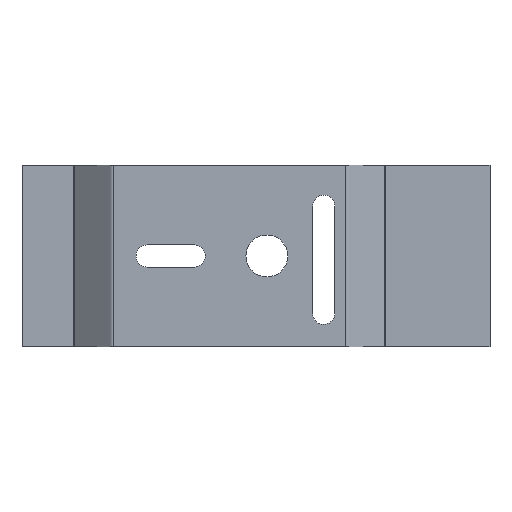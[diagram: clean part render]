
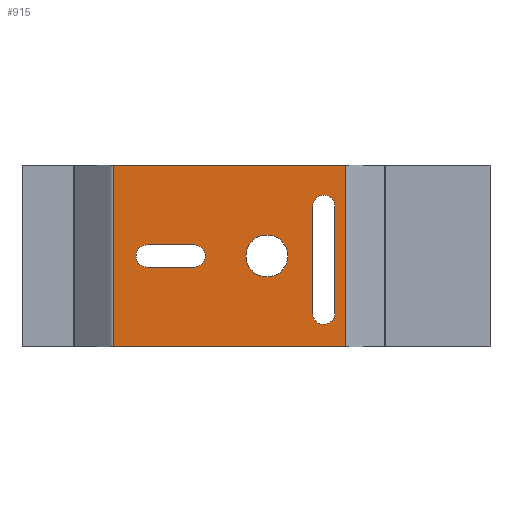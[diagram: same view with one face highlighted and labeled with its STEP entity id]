
A CAD part, top view. The second image highlights one B-rep face of the part: STEP entity #915.
In plain terms, the highlighted planar face has unit normal (0, 0, 1).
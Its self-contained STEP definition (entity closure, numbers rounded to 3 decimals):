
#1 = ORIENTED_EDGE ( 'NONE', *, *, #324, .F. ) ;
#8 = AXIS2_PLACEMENT_3D ( 'NONE', #433, #769, #109 ) ;
#19 = DIRECTION ( 'NONE',  ( 0., 0., 1. ) ) ;
#27 = CARTESIAN_POINT ( 'NONE',  ( 109.599, 12.533, 32.856 ) ) ;
#31 = CIRCLE ( 'NONE', #218, 4.178 ) ;
#45 = EDGE_CURVE ( 'NONE', #339, #449, #919, .T. ) ;
#59 = AXIS2_PLACEMENT_3D ( 'NONE', #1320, #613, #1219 ) ;
#61 = ORIENTED_EDGE ( 'NONE', *, *, #88, .F. ) ;
#72 = ORIENTED_EDGE ( 'NONE', *, *, #1086, .F. ) ;
#74 = DIRECTION ( 'NONE',  ( 0., -1., 0. ) ) ;
#75 = CARTESIAN_POINT ( 'NONE',  ( 47.195, 38.382, 32.856 ) ) ;
#84 = DIRECTION ( 'NONE',  ( 0., 0., 1. ) ) ;
#88 = EDGE_CURVE ( 'NONE', #662, #121, #366, .T. ) ;
#89 = LINE ( 'NONE', #1016, #896 ) ;
#93 = CARTESIAN_POINT ( 'NONE',  ( 34.397, 68.409, 32.856 ) ) ;
#104 = AXIS2_PLACEMENT_3D ( 'NONE', #543, #332, #226 ) ;
#106 = CIRCLE ( 'NONE', #1332, 7.894 ) ;
#107 = CARTESIAN_POINT ( 'NONE',  ( 109.599, 53.004, 32.856 ) ) ;
#109 = DIRECTION ( 'NONE',  ( 0., -1., 0. ) ) ;
#121 = VERTEX_POINT ( 'NONE', #1262 ) ;
#122 = VECTOR ( 'NONE', #534, 1000. ) ;
#155 = CARTESIAN_POINT ( 'NONE',  ( 92.366, 26.311, 32.856 ) ) ;
#165 = EDGE_CURVE ( 'NONE', #461, #948, #830, .T. ) ;
#170 = ORIENTED_EDGE ( 'NONE', *, *, #588, .T. ) ;
#181 = CARTESIAN_POINT ( 'NONE',  ( 47.195, 38.382, 32.856 ) ) ;
#193 = VERTEX_POINT ( 'NONE', #1319 ) ;
#218 = AXIS2_PLACEMENT_3D ( 'NONE', #1186, #19, #562 ) ;
#226 = DIRECTION ( 'NONE',  ( 0., -1., 0. ) ) ;
#273 = ORIENTED_EDGE ( 'NONE', *, *, #1110, .F. ) ;
#287 = DIRECTION ( 'NONE',  ( 1., 0., 0. ) ) ;
#295 = DIRECTION ( 'NONE',  ( 1., 0., 0. ) ) ;
#296 = FACE_BOUND ( 'NONE', #1267, .T. ) ;
#303 = VERTEX_POINT ( 'NONE', #729 ) ;
#308 = VECTOR ( 'NONE', #612, 1000. ) ;
#311 = VECTOR ( 'NONE', #611, 1000. ) ;
#312 = EDGE_CURVE ( 'NONE', #303, #662, #713, .T. ) ;
#315 = CARTESIAN_POINT ( 'NONE',  ( 32.573, 0., 32.856 ) ) ;
#316 = CARTESIAN_POINT ( 'NONE',  ( 122.136, 0., 32.856 ) ) ;
#324 = EDGE_CURVE ( 'NONE', #121, #936, #89, .T. ) ;
#332 = DIRECTION ( 'NONE',  ( 0., 0., 1. ) ) ;
#335 = DIRECTION ( 'NONE',  ( 0., -1., 0. ) ) ;
#336 = DIRECTION ( 'NONE',  ( 0., 1., 0. ) ) ;
#339 = VERTEX_POINT ( 'NONE', #1115 ) ;
#353 = LINE ( 'NONE', #360, #749 ) ;
#354 = DIRECTION ( 'NONE',  ( 0., -1., 0. ) ) ;
#356 = ORIENTED_EDGE ( 'NONE', *, *, #1294, .F. ) ;
#360 = CARTESIAN_POINT ( 'NONE',  ( 117.954, 53.004, 32.856 ) ) ;
#366 = CIRCLE ( 'NONE', #8, 4.178 ) ;
#367 = VECTOR ( 'NONE', #335, 1000. ) ;
#381 = DIRECTION ( 'NONE',  ( 0., -1., 0. ) ) ;
#387 = CARTESIAN_POINT ( 'NONE',  ( 109.599, 53.004, 32.856 ) ) ;
#391 = VERTEX_POINT ( 'NONE', #93 ) ;
#394 = CARTESIAN_POINT ( 'NONE',  ( 32.573, 68.409, 32.856 ) ) ;
#407 = ORIENTED_EDGE ( 'NONE', *, *, #1316, .T. ) ;
#433 = CARTESIAN_POINT ( 'NONE',  ( 47.195, 34.205, 32.856 ) ) ;
#436 = CARTESIAN_POINT ( 'NONE',  ( 122.136, 68.409, 32.856 ) ) ;
#447 = EDGE_CURVE ( 'NONE', #677, #577, #1264, .T. ) ;
#449 = VERTEX_POINT ( 'NONE', #436 ) ;
#461 = VERTEX_POINT ( 'NONE', #740 ) ;
#466 = LINE ( 'NONE', #1094, #1221 ) ;
#485 = ORIENTED_EDGE ( 'NONE', *, *, #883, .F. ) ;
#534 = DIRECTION ( 'NONE',  ( 0., 1., 0. ) ) ;
#536 = AXIS2_PLACEMENT_3D ( 'NONE', #626, #84, #287 ) ;
#541 = VERTEX_POINT ( 'NONE', #155 ) ;
#543 = CARTESIAN_POINT ( 'NONE',  ( 64.95, 34.205, 32.856 ) ) ;
#549 = CARTESIAN_POINT ( 'NONE',  ( 117.954, 53.004, 32.856 ) ) ;
#562 = DIRECTION ( 'NONE',  ( 0., -1., 0. ) ) ;
#577 = VERTEX_POINT ( 'NONE', #27 ) ;
#588 = EDGE_CURVE ( 'NONE', #391, #193, #466, .T. ) ;
#592 = FACE_OUTER_BOUND ( 'NONE', #716, .T. ) ;
#611 = DIRECTION ( 'NONE',  ( -1., 0., 0. ) ) ;
#612 = DIRECTION ( 'NONE',  ( -1., 0., 0. ) ) ;
#613 = DIRECTION ( 'NONE',  ( 0., 0., 1. ) ) ;
#626 = CARTESIAN_POINT ( 'NONE',  ( 78.267, 34.205, 32.856 ) ) ;
#662 = VERTEX_POINT ( 'NONE', #181 ) ;
#677 = VERTEX_POINT ( 'NONE', #387 ) ;
#692 = DIRECTION ( 'NONE',  ( 0., 0., 1. ) ) ;
#711 = CIRCLE ( 'NONE', #59, 7.894 ) ;
#713 = LINE ( 'NONE', #75, #308 ) ;
#716 = EDGE_LOOP ( 'NONE', ( #407, #170, #992, #905 ) ) ;
#729 = CARTESIAN_POINT ( 'NONE',  ( 64.95, 38.382, 32.856 ) ) ;
#740 = CARTESIAN_POINT ( 'NONE',  ( 113.777, 8.355, 32.856 ) ) ;
#745 = CARTESIAN_POINT ( 'NONE',  ( 64.95, 30.027, 32.856 ) ) ;
#749 = VECTOR ( 'NONE', #336, 1000. ) ;
#769 = DIRECTION ( 'NONE',  ( 0., 0., 1. ) ) ;
#785 = ORIENTED_EDGE ( 'NONE', *, *, #447, .F. ) ;
#790 = CIRCLE ( 'NONE', #1240, 4.178 ) ;
#830 = CIRCLE ( 'NONE', #1301, 4.178 ) ;
#843 = ORIENTED_EDGE ( 'NONE', *, *, #1122, .F. ) ;
#872 = CIRCLE ( 'NONE', #104, 4.178 ) ;
#876 = DIRECTION ( 'NONE',  ( 0., -1., 0. ) ) ;
#883 = EDGE_CURVE ( 'NONE', #1338, #541, #711, .T. ) ;
#896 = VECTOR ( 'NONE', #295, 1000. ) ;
#904 = DIRECTION ( 'NONE',  ( 0., 0., 1. ) ) ;
#905 = ORIENTED_EDGE ( 'NONE', *, *, #45, .T. ) ;
#911 = DIRECTION ( 'NONE',  ( 0., 0., 1. ) ) ;
#912 = EDGE_LOOP ( 'NONE', ( #843, #273, #980, #1002, #785 ) ) ;
#915 = ADVANCED_FACE ( 'NONE', ( #1231, #296, #1126, #592 ), #1009, .T. ) ;
#919 = LINE ( 'NONE', #316, #122 ) ;
#922 = CARTESIAN_POINT ( 'NONE',  ( 92.366, 42.098, 32.856 ) ) ;
#932 = DIRECTION ( 'NONE',  ( 1., 0., 0. ) ) ;
#935 = EDGE_CURVE ( 'NONE', #577, #461, #790, .T. ) ;
#936 = VERTEX_POINT ( 'NONE', #745 ) ;
#948 = VERTEX_POINT ( 'NONE', #1050 ) ;
#958 = VECTOR ( 'NONE', #932, 1000. ) ;
#966 = EDGE_LOOP ( 'NONE', ( #61, #1212, #72, #1 ) ) ;
#980 = ORIENTED_EDGE ( 'NONE', *, *, #165, .F. ) ;
#992 = ORIENTED_EDGE ( 'NONE', *, *, #1007, .T. ) ;
#1002 = ORIENTED_EDGE ( 'NONE', *, *, #935, .F. ) ;
#1006 = CARTESIAN_POINT ( 'NONE',  ( 92.366, 34.205, 32.856 ) ) ;
#1007 = EDGE_CURVE ( 'NONE', #193, #339, #1034, .T. ) ;
#1009 = PLANE ( 'NONE',  #536 ) ;
#1016 = CARTESIAN_POINT ( 'NONE',  ( 47.195, 30.027, 32.856 ) ) ;
#1017 = VERTEX_POINT ( 'NONE', #549 ) ;
#1034 = LINE ( 'NONE', #315, #958 ) ;
#1050 = CARTESIAN_POINT ( 'NONE',  ( 117.954, 12.533, 32.856 ) ) ;
#1086 = EDGE_CURVE ( 'NONE', #936, #303, #872, .T. ) ;
#1094 = CARTESIAN_POINT ( 'NONE',  ( 34.397, 68.409, 32.856 ) ) ;
#1105 = CARTESIAN_POINT ( 'NONE',  ( 113.777, 12.533, 32.856 ) ) ;
#1110 = EDGE_CURVE ( 'NONE', #948, #1017, #353, .T. ) ;
#1115 = CARTESIAN_POINT ( 'NONE',  ( 122.136, 0., 32.856 ) ) ;
#1122 = EDGE_CURVE ( 'NONE', #1017, #677, #31, .T. ) ;
#1126 = FACE_BOUND ( 'NONE', #912, .T. ) ;
#1186 = CARTESIAN_POINT ( 'NONE',  ( 113.777, 53.004, 32.856 ) ) ;
#1210 = CARTESIAN_POINT ( 'NONE',  ( 113.777, 12.533, 32.856 ) ) ;
#1212 = ORIENTED_EDGE ( 'NONE', *, *, #312, .F. ) ;
#1219 = DIRECTION ( 'NONE',  ( 0., -1., 0. ) ) ;
#1221 = VECTOR ( 'NONE', #876, 1000. ) ;
#1231 = FACE_BOUND ( 'NONE', #966, .T. ) ;
#1240 = AXIS2_PLACEMENT_3D ( 'NONE', #1210, #904, #381 ) ;
#1262 = CARTESIAN_POINT ( 'NONE',  ( 47.195, 30.027, 32.856 ) ) ;
#1264 = LINE ( 'NONE', #107, #367 ) ;
#1267 = EDGE_LOOP ( 'NONE', ( #356, #485 ) ) ;
#1294 = EDGE_CURVE ( 'NONE', #541, #1338, #106, .T. ) ;
#1301 = AXIS2_PLACEMENT_3D ( 'NONE', #1105, #911, #354 ) ;
#1316 = EDGE_CURVE ( 'NONE', #449, #391, #1333, .T. ) ;
#1319 = CARTESIAN_POINT ( 'NONE',  ( 34.397, 0., 32.856 ) ) ;
#1320 = CARTESIAN_POINT ( 'NONE',  ( 92.366, 34.205, 32.856 ) ) ;
#1332 = AXIS2_PLACEMENT_3D ( 'NONE', #1006, #692, #74 ) ;
#1333 = LINE ( 'NONE', #394, #311 ) ;
#1338 = VERTEX_POINT ( 'NONE', #922 ) ;
